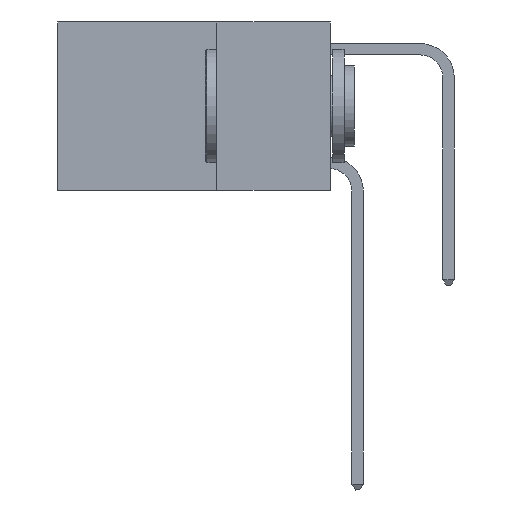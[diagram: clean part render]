
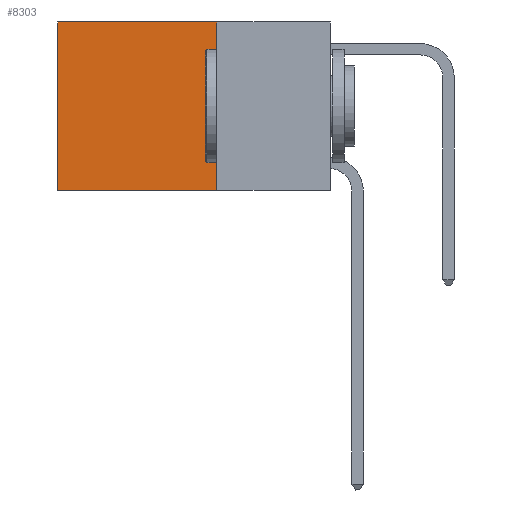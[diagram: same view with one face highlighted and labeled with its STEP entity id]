
A CAD part, left-side view. The second image highlights one B-rep face of the part: STEP entity #8303.
In plain terms, the highlighted planar face has unit normal (-1, 0, 0).
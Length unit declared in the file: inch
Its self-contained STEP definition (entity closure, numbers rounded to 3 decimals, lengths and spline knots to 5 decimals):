
#164 = DIRECTION ( 'NONE',  ( 0., 0., -1. ) ) ;
#4283 = VECTOR ( 'NONE', #10452, 39.37008 ) ;
#4595 = AXIS2_PLACEMENT_3D ( 'NONE', #5611, #9930, #164 ) ;
#4846 = VERTEX_POINT ( 'NONE', #14844 ) ;
#5037 = CARTESIAN_POINT ( 'NONE',  ( 0.2625, 0.6, 0. ) ) ;
#5102 = ORIENTED_EDGE ( 'NONE', *, *, #7178, .T. ) ;
#5611 = CARTESIAN_POINT ( 'NONE',  ( 0.2625, 0.25, 0. ) ) ;
#5781 = PLANE ( 'NONE',  #4595 ) ;
#6016 = ORIENTED_EDGE ( 'NONE', *, *, #13545, .F. ) ;
#6418 = LINE ( 'NONE', #5037, #15093 ) ;
#7059 = VERTEX_POINT ( 'NONE', #14919 ) ;
#7178 = EDGE_CURVE ( 'NONE', #10904, #7059, #9852, .T. ) ;
#8078 = CARTESIAN_POINT ( 'NONE',  ( 0.2625, 0.25, -0.37 ) ) ;
#8251 = DIRECTION ( 'NONE',  ( 0., 1., 0. ) ) ;
#8303 = ADVANCED_FACE ( 'NONE', ( #12571 ), #5781, .F. ) ;
#8922 = DIRECTION ( 'NONE',  ( 0., 0., -1. ) ) ;
#9276 = ORIENTED_EDGE ( 'NONE', *, *, #16926, .F. ) ;
#9852 = LINE ( 'NONE', #15949, #4283 ) ;
#9930 = DIRECTION ( 'NONE',  ( 1., 0., 0. ) ) ;
#10452 = DIRECTION ( 'NONE',  ( 0., 1., 0. ) ) ;
#10870 = EDGE_LOOP ( 'NONE', ( #13980, #9276, #6016, #5102 ) ) ;
#10904 = VERTEX_POINT ( 'NONE', #14723 ) ;
#11015 = VERTEX_POINT ( 'NONE', #12190 ) ;
#11247 = CARTESIAN_POINT ( 'NONE',  ( 0.2625, 0.25, 0. ) ) ;
#12190 = CARTESIAN_POINT ( 'NONE',  ( 0.2625, 0.25, -0.37 ) ) ;
#12571 = FACE_OUTER_BOUND ( 'NONE', #10870, .T. ) ;
#12608 = LINE ( 'NONE', #11247, #15345 ) ;
#13545 = EDGE_CURVE ( 'NONE', #10904, #11015, #12608, .T. ) ;
#13980 = ORIENTED_EDGE ( 'NONE', *, *, #16136, .T. ) ;
#14723 = CARTESIAN_POINT ( 'NONE',  ( 0.2625, 0.25, 0. ) ) ;
#14844 = CARTESIAN_POINT ( 'NONE',  ( 0.2625, 0.6, -0.37 ) ) ;
#14919 = CARTESIAN_POINT ( 'NONE',  ( 0.2625, 0.6, 0. ) ) ;
#15093 = VECTOR ( 'NONE', #8922, 39.37008 ) ;
#15345 = VECTOR ( 'NONE', #16733, 39.37008 ) ;
#15665 = VECTOR ( 'NONE', #8251, 39.37008 ) ;
#15949 = CARTESIAN_POINT ( 'NONE',  ( 0.2625, 0.25, 0. ) ) ;
#16136 = EDGE_CURVE ( 'NONE', #7059, #4846, #6418, .T. ) ;
#16733 = DIRECTION ( 'NONE',  ( 0., 0., -1. ) ) ;
#16926 = EDGE_CURVE ( 'NONE', #11015, #4846, #17723, .T. ) ;
#17723 = LINE ( 'NONE', #8078, #15665 ) ;
